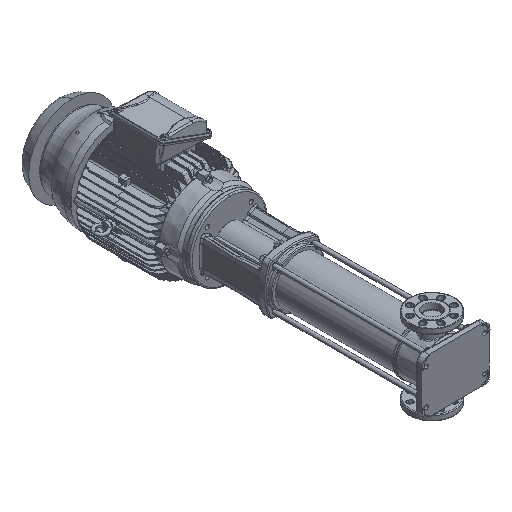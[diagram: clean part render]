
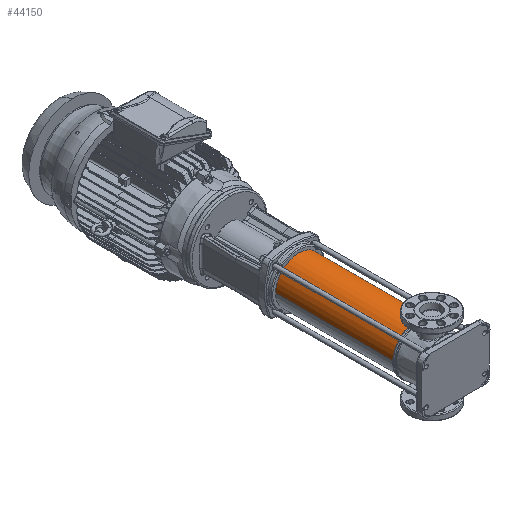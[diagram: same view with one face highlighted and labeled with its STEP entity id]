
A CAD part, isometric view. The second image highlights one B-rep face of the part: STEP entity #44150.
In plain terms, the highlighted cylindrical face has radius 85.35 mm (diameter 170.7 mm), a partial arc.
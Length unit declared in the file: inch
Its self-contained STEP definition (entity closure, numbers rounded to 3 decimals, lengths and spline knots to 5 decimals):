
#5291 = EDGE_CURVE ( 'NONE', #140957, #25122, #159592, .T. ) ;
#14621 = DIRECTION ( 'NONE',  ( 0., 1., 0. ) ) ;
#19526 = VERTEX_POINT ( 'NONE', #51995 ) ;
#19744 = CIRCLE ( 'NONE', #129472, 3.36024 ) ;
#20503 = CARTESIAN_POINT ( 'NONE',  ( 0., 19.40236, 0. ) ) ;
#25122 = VERTEX_POINT ( 'NONE', #48753 ) ;
#26440 = CARTESIAN_POINT ( 'NONE',  ( 0., 1.70079, 3.36024 ) ) ;
#31438 = CIRCLE ( 'NONE', #50167, 3.36024 ) ;
#32708 = VECTOR ( 'NONE', #69243, 39.37008 ) ;
#35054 = ORIENTED_EDGE ( 'NONE', *, *, #5291, .F. ) ;
#35307 = EDGE_CURVE ( 'NONE', #140957, #19526, #31438, .T. ) ;
#35748 = FACE_OUTER_BOUND ( 'NONE', #153204, .T. ) ;
#44150 = ADVANCED_FACE ( 'NONE', ( #35748 ), #167368, .T. ) ;
#47012 = EDGE_CURVE ( 'NONE', #19526, #186690, #161937, .T. ) ;
#48753 = CARTESIAN_POINT ( 'NONE',  ( 0., 19.40236, -3.36024 ) ) ;
#50167 = AXIS2_PLACEMENT_3D ( 'NONE', #91236, #163967, #150207 ) ;
#51995 = CARTESIAN_POINT ( 'NONE',  ( 0., 2.20472, 3.36024 ) ) ;
#54531 = ORIENTED_EDGE ( 'NONE', *, *, #47012, .T. ) ;
#69243 = DIRECTION ( 'NONE',  ( 0., 1., 0. ) ) ;
#80719 = ORIENTED_EDGE ( 'NONE', *, *, #93758, .T. ) ;
#83884 = CARTESIAN_POINT ( 'NONE',  ( 0., 19.40236, 3.36024 ) ) ;
#91236 = CARTESIAN_POINT ( 'NONE',  ( 0., 2.20472, 0. ) ) ;
#91749 = DIRECTION ( 'NONE',  ( 0., 0., 1. ) ) ;
#93758 = EDGE_CURVE ( 'NONE', #186690, #25122, #19744, .T. ) ;
#95634 = CARTESIAN_POINT ( 'NONE',  ( 0., 1.70079, 0. ) ) ;
#104555 = VECTOR ( 'NONE', #14621, 39.37008 ) ;
#114623 = DIRECTION ( 'NONE',  ( 0., -1., 0. ) ) ;
#116562 = DIRECTION ( 'NONE',  ( 0., 0., 1. ) ) ;
#120271 = AXIS2_PLACEMENT_3D ( 'NONE', #95634, #136937, #91749 ) ;
#129472 = AXIS2_PLACEMENT_3D ( 'NONE', #20503, #114623, #116562 ) ;
#136937 = DIRECTION ( 'NONE',  ( 0., 1., 0. ) ) ;
#140957 = VERTEX_POINT ( 'NONE', #162698 ) ;
#141954 = CARTESIAN_POINT ( 'NONE',  ( 0., 1.70079, -3.36024 ) ) ;
#150207 = DIRECTION ( 'NONE',  ( 0., 0., 1. ) ) ;
#153204 = EDGE_LOOP ( 'NONE', ( #35054, #170681, #54531, #80719 ) ) ;
#159592 = LINE ( 'NONE', #141954, #32708 ) ;
#161937 = LINE ( 'NONE', #26440, #104555 ) ;
#162698 = CARTESIAN_POINT ( 'NONE',  ( 0., 2.20472, -3.36024 ) ) ;
#163967 = DIRECTION ( 'NONE',  ( 0., 1., 0. ) ) ;
#167368 = CYLINDRICAL_SURFACE ( 'NONE', #120271, 3.36024 ) ;
#170681 = ORIENTED_EDGE ( 'NONE', *, *, #35307, .T. ) ;
#186690 = VERTEX_POINT ( 'NONE', #83884 ) ;
